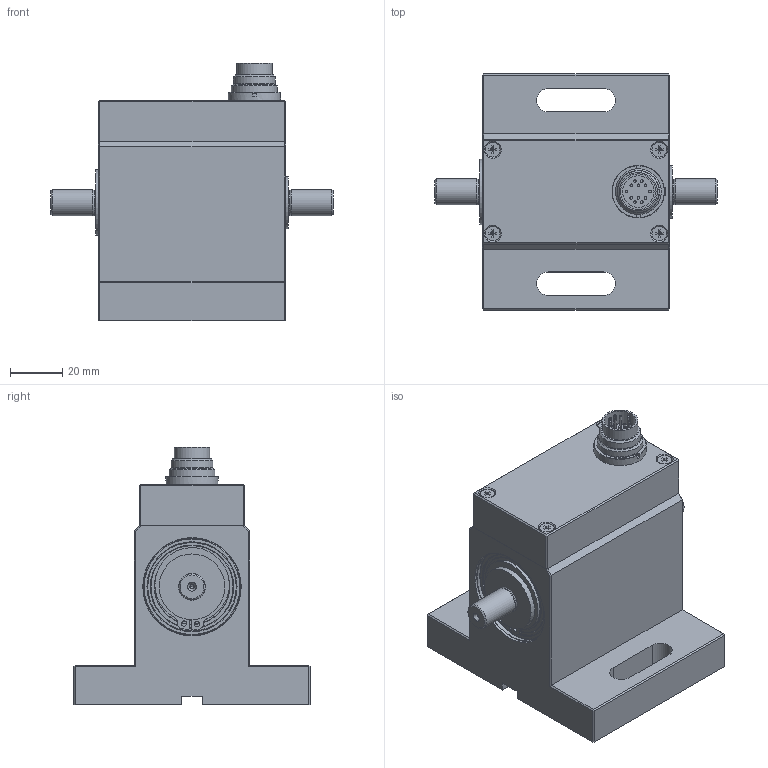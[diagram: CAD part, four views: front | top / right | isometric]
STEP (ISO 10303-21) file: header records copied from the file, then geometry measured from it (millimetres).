
FILE_DESCRIPTION( ( 'Unknown' ), '1' );
FILE_NAME( 'Dr2212-10-15Nm.stp', 'Unknown', ( 'Unknown' ), ( 'Unknown' ), 'PSStep 17.0.49', 'Unknown', ' ' );
FILE_SCHEMA( ( 'AUTOMOTIVE_DESIGN { 1 0 10303 214 1 1 1 1 }' ) );
Length unit declared in the file: millimetre
Products named in the file (26): 2212-b01_doc-00048945-oa2; 2212-001_doc-00028048; Sicherungsring DIN 472-32x1,2-T1-oa0; INA-20x32x7-61804 2Z-oa1; 2214-b01_doc-00049041; 2214-001_doc-00049017; Sicherungsring DIN 471-25x1,2-T1; Sicherungsring DIN 471-20x1,2-T1; INA-25x37x7-61805 2Z; 2155-b05_doc-00037926; 2155-003_doc-00028061; Senkschraube DIN 965-M3x20-H; Senkschraube DIN 965-M3x20-H-oa3; Senkschraube DIN 965-M3x20-H-oa4; Senkschraube DIN 965-M3x20-H-oa5; Assem1; flanschstecker 12-polig serie 723; mutter_09-0323-89-06_DOC-00067592
Assembly tree (25 placements, depth 3):
  Assem1
    flanschstecker 12-polig serie 723
    mutter_09-0323-89-06_DOC-00067592
    2212-b01_doc-00048945-oa2
      2212-001_doc-00028048
      Sicherungsring DIN 472-32x1,2-T1-oa0
      INA-20x32x7-61804 2Z-oa1
      INA-20x32x7-61804 2Z-oa1
      INA-20x32x7-61804 2Z-oa1
      INA-20x32x7-61804 2Z-oa1
      INA-20x32x7-61804 2Z-oa1
    2155-b05_doc-00037926
      2155-003_doc-00028061
      Senkschraube DIN 965-M3x20-H
      Senkschraube DIN 965-M3x20-H-oa3
      Senkschraube DIN 965-M3x20-H-oa4
      Senkschraube DIN 965-M3x20-H-oa5
    2214-b01_doc-00049041
      2214-001_doc-00049017
      Sicherungsring DIN 471-25x1,2-T1
      Sicherungsring DIN 471-20x1,2-T1
      INA-25x37x7-61805 2Z
      INA-25x37x7-61805 2Z
      INA-25x37x7-61805 2Z
      INA-25x37x7-61805 2Z
      INA-25x37x7-61805 2Z
Bounding box: 107.5 x 90 x 98.2 mm (x, y, z)
Volume: 238944.9 mm3; surface area: 74722.3 mm2
Topology: 22 solids, 24 shells, 463 faces, 1015 edges, 659 vertices
Faces by surface type: plane 242, cylinder 159, cone 40, torus 22
Full cylindrical faces by diameter (mm): 1 x24, 1.6 x2, 2 x4, 2.387 x4, 2.459 x4, 3 x4, 3.242 x2, 3.4 x4, 5.6 x4, 9.4 x2, 10 x2, 12 x1, 13.5 x1, 15 x1, 15.875 x1, 17.188 x1, 17.462 x1, 17.8 x1, 19 x1, 20 x5, 23.9 x3, 24.1 x2, 24.2 x2, 25 x3, 28.5 x2, 28.7 x2, 28.8 x2, 28.9 x2, 29.28 x2, 29.48 x2
Entity records: 15622 total; most frequent: DIRECTION 2134, CARTESIAN_POINT 1904, ORIENTED_EDGE 1572, AXIS2_PLACEMENT_3D 860, EDGE_CURVE 786, EDGE_LOOP 734, VERTEX_POINT 614, FACE_OUTER_BOUND 587
